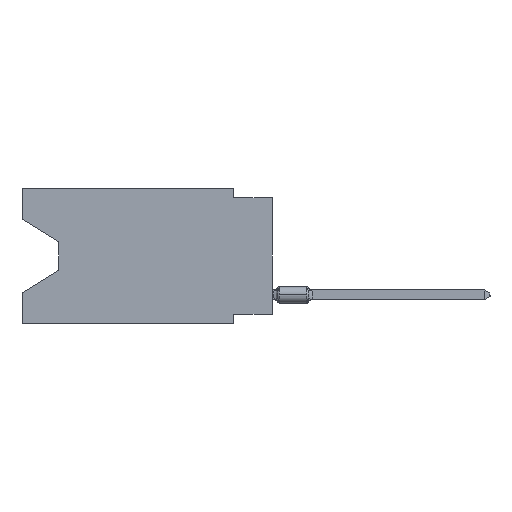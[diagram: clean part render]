
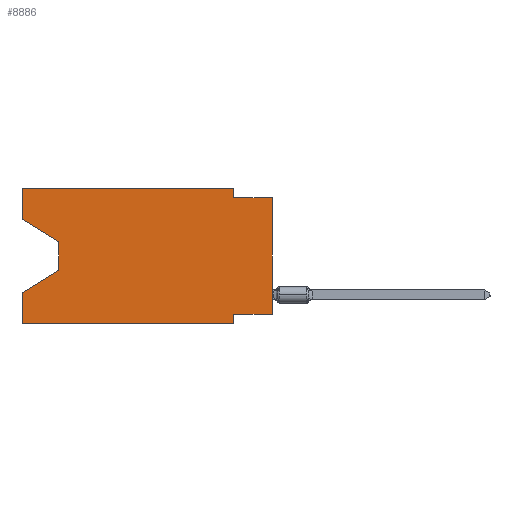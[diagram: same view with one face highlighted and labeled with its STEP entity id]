
A CAD part, left-side view. The second image highlights one B-rep face of the part: STEP entity #8886.
In plain terms, the highlighted planar face has unit normal (-1, 0, 0).
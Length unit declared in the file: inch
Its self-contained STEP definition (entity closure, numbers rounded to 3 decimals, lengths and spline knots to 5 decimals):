
#1029 = VERTEX_POINT ( 'NONE', #13420 ) ;
#1274 = ORIENTED_EDGE ( 'NONE', *, *, #9925, .F. ) ;
#1373 = DIRECTION ( 'NONE',  ( 0., -0.855, -0.519 ) ) ;
#2116 = FACE_OUTER_BOUND ( 'NONE', #4167, .T. ) ;
#2432 = ORIENTED_EDGE ( 'NONE', *, *, #14337, .T. ) ;
#2566 = DIRECTION ( 'NONE',  ( 0., 0., -1. ) ) ;
#2820 = VECTOR ( 'NONE', #26292, 39.37008 ) ;
#3061 = CARTESIAN_POINT ( 'NONE',  ( 0., 0.55, -0.212 ) ) ;
#3147 = EDGE_CURVE ( 'NONE', #14321, #25271, #18782, .T. ) ;
#3336 = VERTEX_POINT ( 'NONE', #3411 ) ;
#3411 = CARTESIAN_POINT ( 'NONE',  ( 0., 0.1, -0.35 ) ) ;
#3668 = CARTESIAN_POINT ( 'NONE',  ( 0., 0., -0.025 ) ) ;
#3914 = CARTESIAN_POINT ( 'NONE',  ( 0., 0.55, -0.212 ) ) ;
#4167 = EDGE_LOOP ( 'NONE', ( #26881, #6398, #22252, #1274, #2432, #18350, #8461, #28669, #8113, #9703, #21332, #27681 ) ) ;
#4459 = DIRECTION ( 'NONE',  ( 0., 0., -1. ) ) ;
#4759 = PLANE ( 'NONE',  #13531 ) ;
#5192 = LINE ( 'NONE', #20712, #9134 ) ;
#5348 = CARTESIAN_POINT ( 'NONE',  ( 0., 0.1, 0. ) ) ;
#5445 = EDGE_CURVE ( 'NONE', #14360, #27781, #5902, .T. ) ;
#5814 = VECTOR ( 'NONE', #26210, 39.37008 ) ;
#5902 = LINE ( 'NONE', #17183, #13163 ) ;
#6247 = CARTESIAN_POINT ( 'NONE',  ( 0., 0.1, -0.025 ) ) ;
#6398 = ORIENTED_EDGE ( 'NONE', *, *, #8862, .T. ) ;
#6755 = VERTEX_POINT ( 'NONE', #13732 ) ;
#6904 = CARTESIAN_POINT ( 'NONE',  ( 0., 0.1, -0.325 ) ) ;
#7075 = CARTESIAN_POINT ( 'NONE',  ( 0., 0.1, 0. ) ) ;
#7262 = CARTESIAN_POINT ( 'NONE',  ( 0., 0.645, -0.08025 ) ) ;
#7396 = VECTOR ( 'NONE', #25171, 39.37008 ) ;
#7503 = DIRECTION ( 'NONE',  ( 0., 0., -1. ) ) ;
#7653 = LINE ( 'NONE', #16882, #11553 ) ;
#8113 = ORIENTED_EDGE ( 'NONE', *, *, #10740, .F. ) ;
#8461 = ORIENTED_EDGE ( 'NONE', *, *, #26021, .F. ) ;
#8479 = LINE ( 'NONE', #3668, #5814 ) ;
#8747 = VERTEX_POINT ( 'NONE', #16573 ) ;
#8811 = CARTESIAN_POINT ( 'NONE',  ( 0., 0.645, 0. ) ) ;
#8862 = EDGE_CURVE ( 'NONE', #6755, #25279, #20575, .T. ) ;
#8886 = ADVANCED_FACE ( 'NONE', ( #2116 ), #4759, .F. ) ;
#9094 = CARTESIAN_POINT ( 'NONE',  ( 0., 0., -0.325 ) ) ;
#9134 = VECTOR ( 'NONE', #23202, 39.37008 ) ;
#9386 = CARTESIAN_POINT ( 'NONE',  ( 0., 0.645, 0. ) ) ;
#9692 = LINE ( 'NONE', #9094, #19669 ) ;
#9703 = ORIENTED_EDGE ( 'NONE', *, *, #3147, .F. ) ;
#9882 = LINE ( 'NONE', #21151, #20699 ) ;
#9925 = EDGE_CURVE ( 'NONE', #8747, #27101, #26434, .T. ) ;
#10740 = EDGE_CURVE ( 'NONE', #25271, #12136, #8479, .T. ) ;
#11113 = CARTESIAN_POINT ( 'NONE',  ( 0., 0., -0.025 ) ) ;
#11399 = LINE ( 'NONE', #3061, #7396 ) ;
#11489 = DIRECTION ( 'NONE',  ( 1., 0., 0. ) ) ;
#11553 = VECTOR ( 'NONE', #1373, 39.37008 ) ;
#12136 = VERTEX_POINT ( 'NONE', #11113 ) ;
#12918 = DIRECTION ( 'NONE',  ( 0., 0., 1. ) ) ;
#13163 = VECTOR ( 'NONE', #12918, 39.37008 ) ;
#13420 = CARTESIAN_POINT ( 'NONE',  ( 0., 0., -0.325 ) ) ;
#13531 = AXIS2_PLACEMENT_3D ( 'NONE', #24522, #11489, #4459 ) ;
#13732 = CARTESIAN_POINT ( 'NONE',  ( 0., 0.55, -0.138 ) ) ;
#14034 = EDGE_CURVE ( 'NONE', #23024, #3336, #5192, .T. ) ;
#14086 = CARTESIAN_POINT ( 'NONE',  ( 0., 0.645, -0.26975 ) ) ;
#14321 = VERTEX_POINT ( 'NONE', #5348 ) ;
#14337 = EDGE_CURVE ( 'NONE', #8747, #3336, #21319, .T. ) ;
#14360 = VERTEX_POINT ( 'NONE', #7262 ) ;
#14840 = EDGE_CURVE ( 'NONE', #25279, #27101, #11399, .T. ) ;
#15453 = CARTESIAN_POINT ( 'NONE',  ( 0., 0.645, 0. ) ) ;
#15724 = CARTESIAN_POINT ( 'NONE',  ( 0., 0.55, -0.138 ) ) ;
#16573 = CARTESIAN_POINT ( 'NONE',  ( 0., 0.645, -0.35 ) ) ;
#16581 = VECTOR ( 'NONE', #27627, 39.37008 ) ;
#16882 = CARTESIAN_POINT ( 'NONE',  ( 0., 0.645, -0.08025 ) ) ;
#17183 = CARTESIAN_POINT ( 'NONE',  ( 0., 0.645, 0. ) ) ;
#18350 = ORIENTED_EDGE ( 'NONE', *, *, #14034, .F. ) ;
#18782 = LINE ( 'NONE', #7075, #23402 ) ;
#19010 = EDGE_CURVE ( 'NONE', #27781, #14321, #27393, .T. ) ;
#19669 = VECTOR ( 'NONE', #27271, 39.37008 ) ;
#20564 = VECTOR ( 'NONE', #2566, 39.37008 ) ;
#20575 = LINE ( 'NONE', #15724, #20564 ) ;
#20699 = VECTOR ( 'NONE', #25684, 39.37008 ) ;
#20712 = CARTESIAN_POINT ( 'NONE',  ( 0., 0.1, -0.35 ) ) ;
#20934 = EDGE_CURVE ( 'NONE', #1029, #12136, #9882, .T. ) ;
#21029 = CARTESIAN_POINT ( 'NONE',  ( 0., 0.645, -0.35 ) ) ;
#21151 = CARTESIAN_POINT ( 'NONE',  ( 0., 0., 0. ) ) ;
#21319 = LINE ( 'NONE', #21029, #16581 ) ;
#21332 = ORIENTED_EDGE ( 'NONE', *, *, #19010, .F. ) ;
#22252 = ORIENTED_EDGE ( 'NONE', *, *, #14840, .T. ) ;
#22568 = DIRECTION ( 'NONE',  ( 0., -1., 0. ) ) ;
#22786 = EDGE_CURVE ( 'NONE', #14360, #6755, #7653, .T. ) ;
#23024 = VERTEX_POINT ( 'NONE', #6904 ) ;
#23202 = DIRECTION ( 'NONE',  ( 0., 0., -1. ) ) ;
#23402 = VECTOR ( 'NONE', #7503, 39.37008 ) ;
#24522 = CARTESIAN_POINT ( 'NONE',  ( 0., 0.645, 0. ) ) ;
#24963 = VECTOR ( 'NONE', #22568, 39.37008 ) ;
#25171 = DIRECTION ( 'NONE',  ( 0., 0.855, -0.519 ) ) ;
#25271 = VERTEX_POINT ( 'NONE', #6247 ) ;
#25279 = VERTEX_POINT ( 'NONE', #3914 ) ;
#25684 = DIRECTION ( 'NONE',  ( 0., 0., 1. ) ) ;
#26021 = EDGE_CURVE ( 'NONE', #1029, #23024, #9692, .T. ) ;
#26210 = DIRECTION ( 'NONE',  ( 0., -1., 0. ) ) ;
#26292 = DIRECTION ( 'NONE',  ( 0., 0., 1. ) ) ;
#26434 = LINE ( 'NONE', #15453, #2820 ) ;
#26881 = ORIENTED_EDGE ( 'NONE', *, *, #22786, .T. ) ;
#27101 = VERTEX_POINT ( 'NONE', #14086 ) ;
#27271 = DIRECTION ( 'NONE',  ( 0., 1., 0. ) ) ;
#27393 = LINE ( 'NONE', #9386, #24963 ) ;
#27627 = DIRECTION ( 'NONE',  ( 0., -1., 0. ) ) ;
#27681 = ORIENTED_EDGE ( 'NONE', *, *, #5445, .F. ) ;
#27781 = VERTEX_POINT ( 'NONE', #8811 ) ;
#28669 = ORIENTED_EDGE ( 'NONE', *, *, #20934, .T. ) ;
